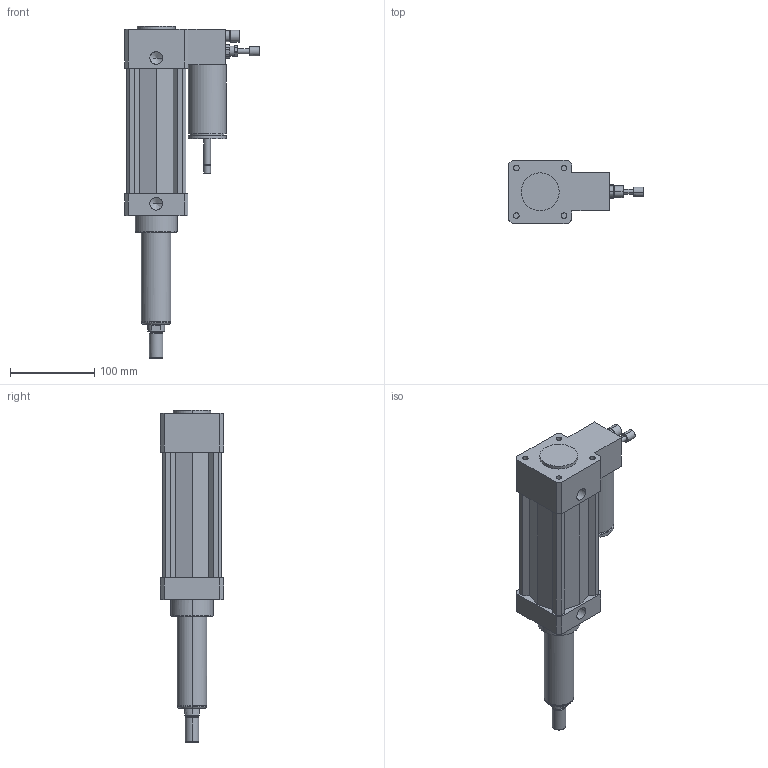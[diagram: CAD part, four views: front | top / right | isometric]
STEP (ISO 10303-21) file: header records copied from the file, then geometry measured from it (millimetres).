
FILE_DESCRIPTION(/* description */ (''),/* implementation_level */ '2;1');
FILE_NAME(/* name */ 'VOS0~AS9',/* time_stamp */ '2018-12-17T09:50:37+01:00',/* author */ (''),/* organization */ (''),/* preprocessor_version */ 'ST-DEVELOPER v15',/* originating_system */ '',/* authorisation */ '');
FILE_SCHEMA (('CONFIG_CONTROL_DESIGN'));
Length unit declared in the file: millimetre
Products named in the file (4): Document; REGOLATORE SR; STELO Ø63 C 100; 14630100A.0.A
Assembly tree (3 placements, depth 2):
  Document
    REGOLATORE SR
    STELO Ø63 C 100
    14630100A.0.A
Bounding box: 160 x 75 x 394 mm (x, y, z)
Volume: 1438518.2 mm3; surface area: 131111.2 mm2
Topology: 3 solids, 3 shells, 199 faces, 535 edges, 366 vertices
Faces by surface type: bspline 106, plane 93
Entity records: 6723 total; most frequent: CARTESIAN_POINT 3208, ORIENTED_EDGE 1058, EDGE_CURVE 529, VERTEX_POINT 366, B_SPLINE_CURVE_WITH_KNOTS 244, EDGE_LOOP 229, ADVANCED_FACE 199, FACE_OUTER_BOUND 199
